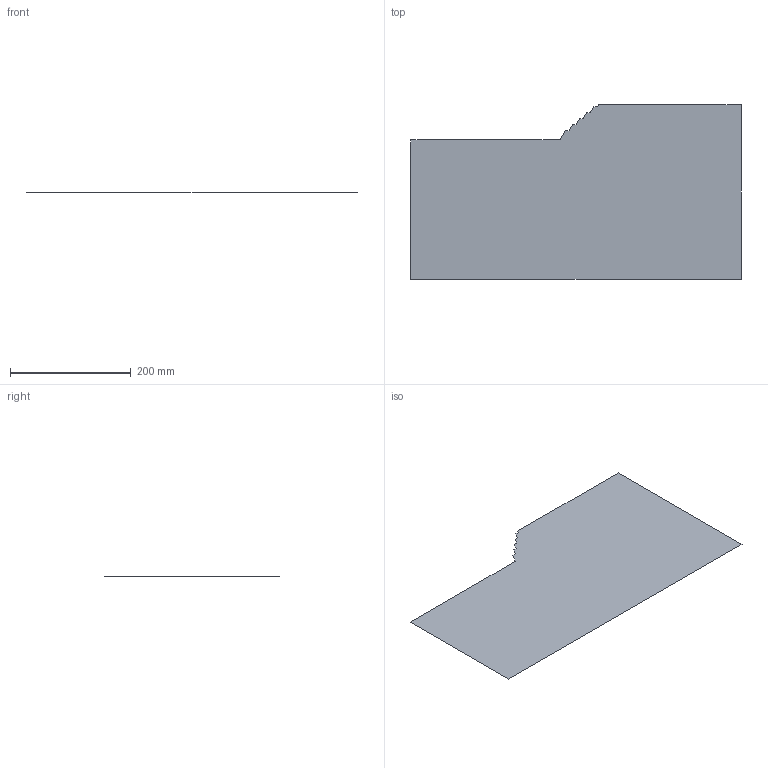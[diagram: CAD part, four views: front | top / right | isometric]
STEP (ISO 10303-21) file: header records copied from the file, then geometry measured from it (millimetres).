
FILE_DESCRIPTION(('STEP AP214'),'1');
FILE_NAME('bort_.stp','2023-01-30T15:11:28',('Cubit 2021.11'),(' '),'Spatial InterOp 3D',' ',' ');
FILE_SCHEMA(('AUTOMOTIVE_DESIGN { 1 0 10303 214 1 1 1 1 }'));
Length unit declared in the file: millimetre
Products named in the file (1): 1
Bounding box: 546.29 x 289.45 x 0 mm (x, y, z)
Surface area: 141946.3 mm2 (no closed solid volume)
Topology: 0 solids, 1 shells, 1 faces, 17 edges, 17 vertices
Faces by surface type: plane 1
Entity records: 167 total; most frequent: CARTESIAN_POINT 36, DIRECTION 21, ORIENTED_EDGE 17, EDGE_CURVE 17, VERTEX_POINT 17, LINE 17, VECTOR 17, AXIS2_PLACEMENT_3D 2
